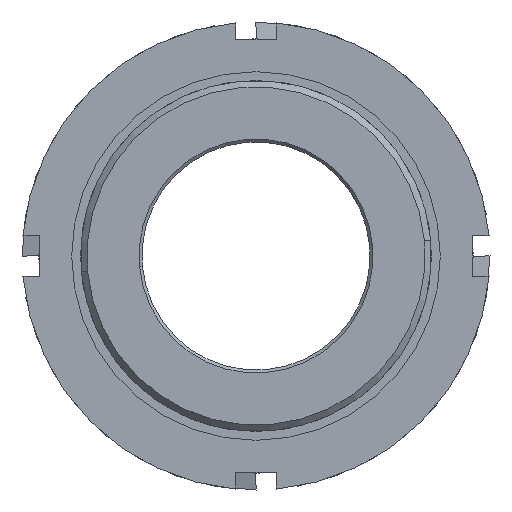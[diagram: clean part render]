
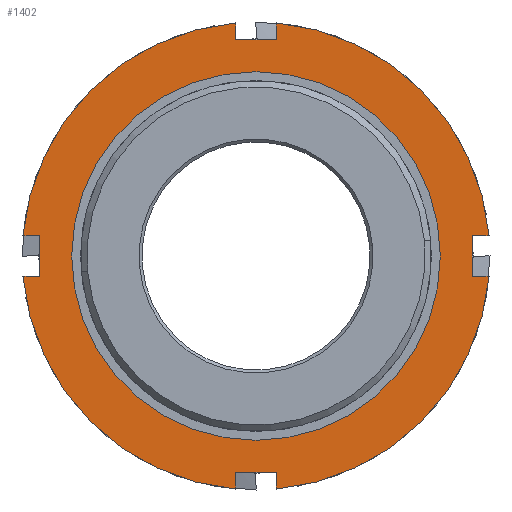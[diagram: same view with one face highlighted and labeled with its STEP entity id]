
A CAD part, front view. The second image highlights one B-rep face of the part: STEP entity #1402.
In plain terms, the highlighted planar face has unit normal (0, -1, 0).
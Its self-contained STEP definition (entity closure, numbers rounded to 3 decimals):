
#5 = DIRECTION ( 'NONE',  ( 0., 1., 0. ) ) ;
#9 = ORIENTED_EDGE ( 'NONE', *, *, #172, .F. ) ;
#48 = CARTESIAN_POINT ( 'NONE',  ( -37., -24.968, -3.5 ) ) ;
#80 = EDGE_CURVE ( 'NONE', #1304, #1953, #2087, .T. ) ;
#88 = VECTOR ( 'NONE', #138, 1000. ) ;
#90 = VECTOR ( 'NONE', #551, 1000. ) ;
#93 = EDGE_CURVE ( 'NONE', #2058, #211, #1519, .T. ) ;
#98 = AXIS2_PLACEMENT_3D ( 'NONE', #1756, #2387, #532 ) ;
#119 = VERTEX_POINT ( 'NONE', #539 ) ;
#138 = DIRECTION ( 'NONE',  ( 0., 0., -1. ) ) ;
#164 = CARTESIAN_POINT ( 'NONE',  ( 31.5, -24.968, 0. ) ) ;
#172 = EDGE_CURVE ( 'NONE', #211, #1953, #1881, .T. ) ;
#176 = LINE ( 'NONE', #209, #2240 ) ;
#209 = CARTESIAN_POINT ( 'NONE',  ( 0., -24.968, 3.5 ) ) ;
#211 = VERTEX_POINT ( 'NONE', #1815 ) ;
#229 = EDGE_CURVE ( 'NONE', #2450, #119, #176, .T. ) ;
#235 = CARTESIAN_POINT ( 'NONE',  ( -39.847, -24.968, 3.5 ) ) ;
#251 = CARTESIAN_POINT ( 'NONE',  ( 3.5, -24.968, -37. ) ) ;
#267 = AXIS2_PLACEMENT_3D ( 'NONE', #164, #1381, #365 ) ;
#289 = ORIENTED_EDGE ( 'NONE', *, *, #229, .F. ) ;
#292 = ORIENTED_EDGE ( 'NONE', *, *, #2426, .F. ) ;
#333 = CARTESIAN_POINT ( 'NONE',  ( -3.5, -24.968, 39.847 ) ) ;
#365 = DIRECTION ( 'NONE',  ( -1., 0., 0. ) ) ;
#425 = EDGE_LOOP ( 'NONE', ( #910, #1704, #289, #2251, #2224, #9, #626, #292, #2031, #899, #1369, #1718, #2619, #2024, #2652, #1197 ) ) ;
#438 = DIRECTION ( 'NONE',  ( -1., 0., 0. ) ) ;
#458 = EDGE_CURVE ( 'NONE', #2480, #1097, #1226, .T. ) ;
#463 = CARTESIAN_POINT ( 'NONE',  ( -3.5, -24.968, 0. ) ) ;
#475 = CIRCLE ( 'NONE', #98, 40. ) ;
#528 = ORIENTED_EDGE ( 'NONE', *, *, #2642, .T. ) ;
#530 = FACE_OUTER_BOUND ( 'NONE', #425, .T. ) ;
#531 = LINE ( 'NONE', #463, #748 ) ;
#532 = DIRECTION ( 'NONE',  ( -1., 0., 0. ) ) ;
#539 = CARTESIAN_POINT ( 'NONE',  ( 37., -24.968, 3.5 ) ) ;
#551 = DIRECTION ( 'NONE',  ( -1., 0., 0. ) ) ;
#583 = CARTESIAN_POINT ( 'NONE',  ( 0., -24.968, 0. ) ) ;
#589 = VERTEX_POINT ( 'NONE', #1413 ) ;
#603 = CARTESIAN_POINT ( 'NONE',  ( 39.847, -24.968, 3.5 ) ) ;
#615 = AXIS2_PLACEMENT_3D ( 'NONE', #2330, #1287, #2544 ) ;
#626 = ORIENTED_EDGE ( 'NONE', *, *, #93, .F. ) ;
#632 = VECTOR ( 'NONE', #1430, 1000. ) ;
#634 = CARTESIAN_POINT ( 'NONE',  ( 3.5, -24.968, 37. ) ) ;
#641 = CARTESIAN_POINT ( 'NONE',  ( -31.5, -24.968, 0. ) ) ;
#665 = LINE ( 'NONE', #921, #2249 ) ;
#679 = CARTESIAN_POINT ( 'NONE',  ( 31.5, -24.968, 0. ) ) ;
#692 = VECTOR ( 'NONE', #1787, 1000. ) ;
#708 = DIRECTION ( 'NONE',  ( -1., 0., 0. ) ) ;
#718 = VERTEX_POINT ( 'NONE', #235 ) ;
#741 = VERTEX_POINT ( 'NONE', #251 ) ;
#748 = VECTOR ( 'NONE', #1480, 1000. ) ;
#751 = VECTOR ( 'NONE', #2562, 1000. ) ;
#768 = VECTOR ( 'NONE', #2247, 1000. ) ;
#771 = VERTEX_POINT ( 'NONE', #48 ) ;
#779 = LINE ( 'NONE', #1350, #90 ) ;
#791 = DIRECTION ( 'NONE',  ( 0., 1., 0. ) ) ;
#792 = CARTESIAN_POINT ( 'NONE',  ( 39.847, -24.968, -3.5 ) ) ;
#812 = VECTOR ( 'NONE', #1275, 1000. ) ;
#855 = EDGE_CURVE ( 'NONE', #2156, #741, #1695, .T. ) ;
#875 = VECTOR ( 'NONE', #708, 1000. ) ;
#899 = ORIENTED_EDGE ( 'NONE', *, *, #2078, .F. ) ;
#910 = ORIENTED_EDGE ( 'NONE', *, *, #458, .T. ) ;
#921 = CARTESIAN_POINT ( 'NONE',  ( -37., -24.968, 0. ) ) ;
#940 = CIRCLE ( 'NONE', #1993, 40. ) ;
#974 = LINE ( 'NONE', #1233, #632 ) ;
#984 = AXIS2_PLACEMENT_3D ( 'NONE', #2235, #791, #2451 ) ;
#985 = EDGE_CURVE ( 'NONE', #2480, #2156, #475, .T. ) ;
#1081 = CIRCLE ( 'NONE', #615, 40. ) ;
#1097 = VERTEX_POINT ( 'NONE', #2416 ) ;
#1107 = CIRCLE ( 'NONE', #984, 40. ) ;
#1173 = PLANE ( 'NONE',  #267 ) ;
#1174 = EDGE_CURVE ( 'NONE', #1304, #2450, #1107, .T. ) ;
#1177 = DIRECTION ( 'NONE',  ( 0., 1., 0. ) ) ;
#1189 = CARTESIAN_POINT ( 'NONE',  ( -37., -24.968, 3.5 ) ) ;
#1197 = ORIENTED_EDGE ( 'NONE', *, *, #985, .F. ) ;
#1213 = VERTEX_POINT ( 'NONE', #1468 ) ;
#1226 = LINE ( 'NONE', #2595, #875 ) ;
#1233 = CARTESIAN_POINT ( 'NONE',  ( 0., -24.968, 3.5 ) ) ;
#1252 = EDGE_CURVE ( 'NONE', #741, #1762, #779, .T. ) ;
#1275 = DIRECTION ( 'NONE',  ( 0., 0., -1. ) ) ;
#1276 = CIRCLE ( 'NONE', #1720, 31.5 ) ;
#1287 = DIRECTION ( 'NONE',  ( 0., 1., 0. ) ) ;
#1304 = VERTEX_POINT ( 'NONE', #2380 ) ;
#1350 = CARTESIAN_POINT ( 'NONE',  ( 0., -24.968, -37. ) ) ;
#1369 = ORIENTED_EDGE ( 'NONE', *, *, #2041, .F. ) ;
#1378 = VERTEX_POINT ( 'NONE', #1189 ) ;
#1381 = DIRECTION ( 'NONE',  ( 0., 1., 0. ) ) ;
#1402 = ADVANCED_FACE ( 'NONE', ( #2375, #530 ), #1173, .F. ) ;
#1413 = CARTESIAN_POINT ( 'NONE',  ( -39.847, -24.968, -3.5 ) ) ;
#1428 = LINE ( 'NONE', #1851, #812 ) ;
#1430 = DIRECTION ( 'NONE',  ( 1., 0., 0. ) ) ;
#1468 = CARTESIAN_POINT ( 'NONE',  ( -3.5, -24.968, -39.847 ) ) ;
#1480 = DIRECTION ( 'NONE',  ( 0., 0., 1. ) ) ;
#1481 = EDGE_LOOP ( 'NONE', ( #528, #1543 ) ) ;
#1519 = LINE ( 'NONE', #2398, #88 ) ;
#1543 = ORIENTED_EDGE ( 'NONE', *, *, #2301, .T. ) ;
#1632 = CARTESIAN_POINT ( 'NONE',  ( 3.5, -24.968, -39.847 ) ) ;
#1695 = LINE ( 'NONE', #2136, #751 ) ;
#1704 = ORIENTED_EDGE ( 'NONE', *, *, #2364, .F. ) ;
#1718 = ORIENTED_EDGE ( 'NONE', *, *, #2400, .F. ) ;
#1720 = AXIS2_PLACEMENT_3D ( 'NONE', #583, #1814, #2464 ) ;
#1756 = CARTESIAN_POINT ( 'NONE',  ( 0., -24.968, 0. ) ) ;
#1762 = VERTEX_POINT ( 'NONE', #2049 ) ;
#1764 = CARTESIAN_POINT ( 'NONE',  ( 0., -24.968, -3.5 ) ) ;
#1787 = DIRECTION ( 'NONE',  ( 0., 0., -1. ) ) ;
#1814 = DIRECTION ( 'NONE',  ( 0., 1., 0. ) ) ;
#1815 = CARTESIAN_POINT ( 'NONE',  ( -3.5, -24.968, 37. ) ) ;
#1831 = CARTESIAN_POINT ( 'NONE',  ( 0., -24.968, 0. ) ) ;
#1851 = CARTESIAN_POINT ( 'NONE',  ( 37., -24.968, 0. ) ) ;
#1863 = EDGE_CURVE ( 'NONE', #1213, #1762, #531, .T. ) ;
#1881 = LINE ( 'NONE', #2654, #768 ) ;
#1953 = VERTEX_POINT ( 'NONE', #634 ) ;
#1993 = AXIS2_PLACEMENT_3D ( 'NONE', #1831, #1177, #2470 ) ;
#2024 = ORIENTED_EDGE ( 'NONE', *, *, #1252, .F. ) ;
#2031 = ORIENTED_EDGE ( 'NONE', *, *, #2566, .T. ) ;
#2041 = EDGE_CURVE ( 'NONE', #589, #771, #2178, .T. ) ;
#2049 = CARTESIAN_POINT ( 'NONE',  ( -3.5, -24.968, -37. ) ) ;
#2057 = DIRECTION ( 'NONE',  ( -1., 0., 0. ) ) ;
#2058 = VERTEX_POINT ( 'NONE', #333 ) ;
#2078 = EDGE_CURVE ( 'NONE', #771, #1378, #665, .T. ) ;
#2087 = LINE ( 'NONE', #2182, #692 ) ;
#2136 = CARTESIAN_POINT ( 'NONE',  ( 3.5, -24.968, 0. ) ) ;
#2156 = VERTEX_POINT ( 'NONE', #1632 ) ;
#2178 = LINE ( 'NONE', #1764, #2410 ) ;
#2182 = CARTESIAN_POINT ( 'NONE',  ( 3.5, -24.968, 0. ) ) ;
#2224 = ORIENTED_EDGE ( 'NONE', *, *, #80, .T. ) ;
#2235 = CARTESIAN_POINT ( 'NONE',  ( 0., -24.968, 0. ) ) ;
#2240 = VECTOR ( 'NONE', #438, 1000. ) ;
#2247 = DIRECTION ( 'NONE',  ( 1., 0., 0. ) ) ;
#2249 = VECTOR ( 'NONE', #2384, 1000. ) ;
#2251 = ORIENTED_EDGE ( 'NONE', *, *, #1174, .F. ) ;
#2261 = VERTEX_POINT ( 'NONE', #641 ) ;
#2283 = AXIS2_PLACEMENT_3D ( 'NONE', #2653, #5, #2057 ) ;
#2301 = EDGE_CURVE ( 'NONE', #2374, #2261, #2633, .T. ) ;
#2330 = CARTESIAN_POINT ( 'NONE',  ( 0., -24.968, 0. ) ) ;
#2364 = EDGE_CURVE ( 'NONE', #119, #1097, #1428, .T. ) ;
#2374 = VERTEX_POINT ( 'NONE', #679 ) ;
#2375 = FACE_BOUND ( 'NONE', #1481, .T. ) ;
#2380 = CARTESIAN_POINT ( 'NONE',  ( 3.5, -24.968, 39.847 ) ) ;
#2384 = DIRECTION ( 'NONE',  ( 0., 0., 1. ) ) ;
#2387 = DIRECTION ( 'NONE',  ( 0., 1., 0. ) ) ;
#2393 = DIRECTION ( 'NONE',  ( 1., 0., 0. ) ) ;
#2398 = CARTESIAN_POINT ( 'NONE',  ( -3.5, -24.968, 0. ) ) ;
#2400 = EDGE_CURVE ( 'NONE', #1213, #589, #1081, .T. ) ;
#2410 = VECTOR ( 'NONE', #2393, 1000. ) ;
#2416 = CARTESIAN_POINT ( 'NONE',  ( 37., -24.968, -3.5 ) ) ;
#2426 = EDGE_CURVE ( 'NONE', #718, #2058, #940, .T. ) ;
#2450 = VERTEX_POINT ( 'NONE', #603 ) ;
#2451 = DIRECTION ( 'NONE',  ( -1., 0., 0. ) ) ;
#2464 = DIRECTION ( 'NONE',  ( -1., 0., 0. ) ) ;
#2470 = DIRECTION ( 'NONE',  ( -1., 0., 0. ) ) ;
#2480 = VERTEX_POINT ( 'NONE', #792 ) ;
#2544 = DIRECTION ( 'NONE',  ( -1., 0., 0. ) ) ;
#2562 = DIRECTION ( 'NONE',  ( 0., 0., 1. ) ) ;
#2566 = EDGE_CURVE ( 'NONE', #718, #1378, #974, .T. ) ;
#2595 = CARTESIAN_POINT ( 'NONE',  ( 0., -24.968, -3.5 ) ) ;
#2619 = ORIENTED_EDGE ( 'NONE', *, *, #1863, .T. ) ;
#2633 = CIRCLE ( 'NONE', #2283, 31.5 ) ;
#2642 = EDGE_CURVE ( 'NONE', #2261, #2374, #1276, .T. ) ;
#2652 = ORIENTED_EDGE ( 'NONE', *, *, #855, .F. ) ;
#2653 = CARTESIAN_POINT ( 'NONE',  ( 0., -24.968, 0. ) ) ;
#2654 = CARTESIAN_POINT ( 'NONE',  ( 0., -24.968, 37. ) ) ;
